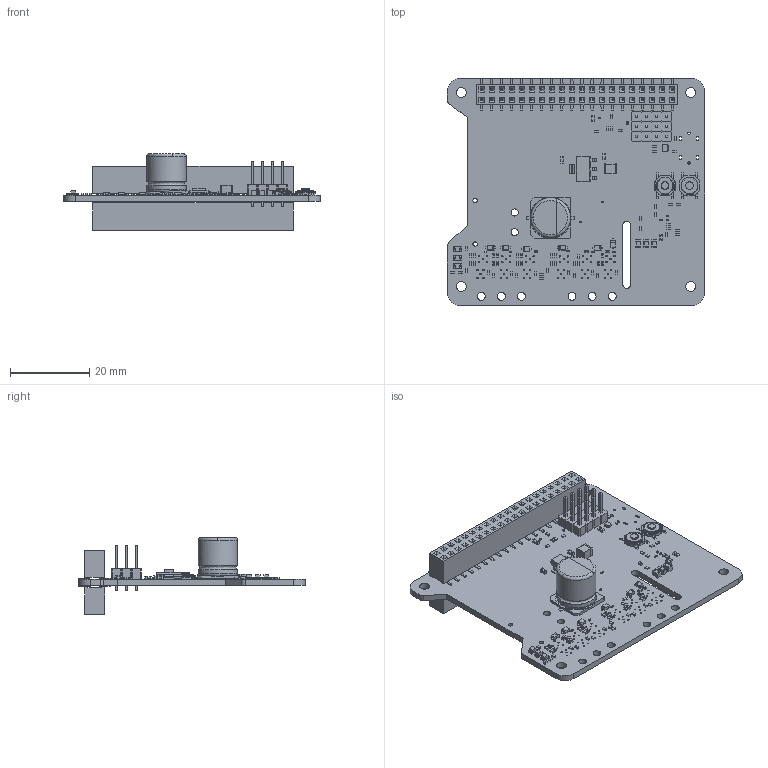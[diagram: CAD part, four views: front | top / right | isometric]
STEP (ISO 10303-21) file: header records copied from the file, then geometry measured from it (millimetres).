
FILE_DESCRIPTION(('KiCad electronic assembly'),'2;1');
FILE_NAME('mg_axis.step','2025-02-07T20:38:48',('Pcbnew'),('Kicad'), 'Open CASCADE STEP processor 7.8','KiCad to STEP converter','Unknown' );
FILE_SCHEMA(('AUTOMOTIVE_DESIGN { 1 0 10303 214 1 1 1 1 }'));
Length unit declared in the file: millimetre
Products named in the file (30): mg_axis 1; C_0402_1005Metric; C_0201_0603Metric; R_0402_1005Metric; D_SOD-323F; D_SOD_323F; SW_SPST_TL3342; C_0603_1608Metric; PinHeader_1x04_P2.54mm_Vertical; PinHeader_1x04_P254mm_Vertical; SOT-666; SOT_666; LED_0805_2012Metric; C_0805_2012Metric; CP_Elec_10x10.5; CP_Elec_10x105; SOT-223; SOT_223; C_1210_3225Metric; PinSocket_2x20_P2.54mm_Vertical_SMD; PinSocket_2x20_P254mm_Vertical_SMD; motorgo_core_PCB
Assembly tree (116 placements, depth 3):
  mg_axis 1
    C_0402_1005Metric  x25
      C_0402_1005Metric
    C_0201_0603Metric  x13
      C_0201_0603Metric
    R_0402_1005Metric  x36
      R_0402_1005Metric
    D_SOD-323F  x6
      D_SOD_323F
    SW_SPST_TL3342  x2
      SW_SPST_TL3342
    C_0603_1608Metric  x4
      C_0603_1608Metric
    PinHeader_1x04_P2.54mm_Vertical  x3
      PinHeader_1x04_P254mm_Vertical
    SOT-666
      SOT_666
    LED_0805_2012Metric  x3
      LED_0805_2012Metric
    C_0805_2012Metric  x3
      C_0805_2012Metric
    CP_Elec_10x10.5
      CP_Elec_10x105
    SOT-223
      SOT_223
    C_1210_3225Metric
      C_1210_3225Metric
    PinSocket_2x20_P2.54mm_Vertical_SMD  x2
      PinSocket_2x20_P254mm_Vertical_SMD
    motorgo_core_PCB
Bounding box: 65 x 57.25 x 19.47 mm (x, y, z)
Volume: 9990.9 mm3; surface area: 13834.2 mm2
Topology: 102 solids, 104 shells, 6331 faces, 16128 edges, 10385 vertices
Faces by surface type: plane 4892, cylinder 1308, bspline 124, torus 6, revolution 1
Full cylindrical faces by diameter (mm): 0.3 x60, 0.6 x2, 1 x12, 1.1 x2, 1.8 x2, 2 x8, 2.5 x4, 10 x2
Entity records: 83423 total; most frequent: CARTESIAN_POINT 13006, ORIENTED_EDGE 11386, DIRECTION 10914, EDGE_CURVE 5693, LINE 4853, VECTOR 4853, VERTEX_POINT 3638, AXIS2_PLACEMENT_3D 3030
